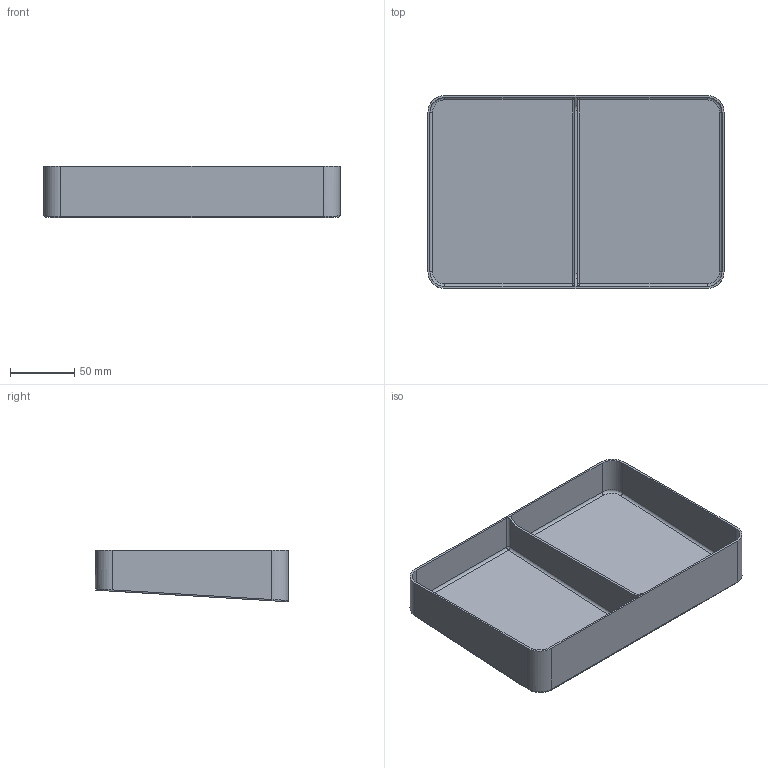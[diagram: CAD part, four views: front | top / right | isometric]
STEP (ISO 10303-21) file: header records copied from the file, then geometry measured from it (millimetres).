
FILE_DESCRIPTION(('FreeCAD Model'),'2;1');
FILE_NAME('Open CASCADE Shape Model','2023-05-27T14:41:31',(''),(''), 'Open CASCADE STEP processor 7.6','FreeCAD','Unknown');
FILE_SCHEMA(('AUTOMOTIVE_DESIGN { 1 0 10303 214 1 1 1 1 }'));
Length unit declared in the file: millimetre
Products named in the file (1): body-separated
Bounding box: 230 x 150 x 39.98 mm (x, y, z)
Volume: 102503.5 mm3; surface area: 126928.1 mm2
Topology: 1 solids, 1 shells, 57 faces, 138 edges, 80 vertices
Faces by surface type: plane 23, cylinder 22, bspline 8, sphere 4
Entity records: 3989 total; most frequent: CARTESIAN_POINT 1337, DIRECTION 473, LINE 295, VECTOR 295, ORIENTED_EDGE 268, PCURVE 268, DEFINITIONAL_REPRESENTATION 268, EDGE_CURVE 134
